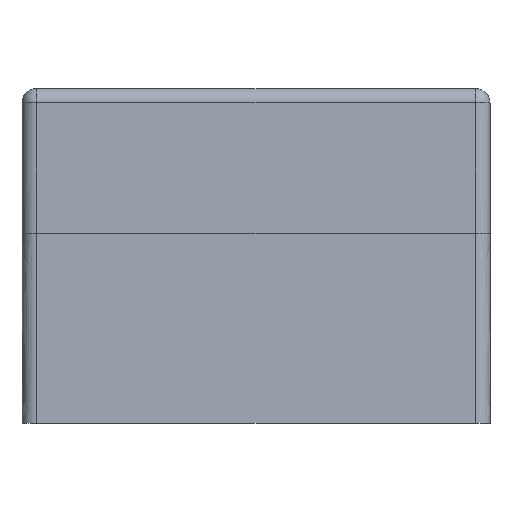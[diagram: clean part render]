
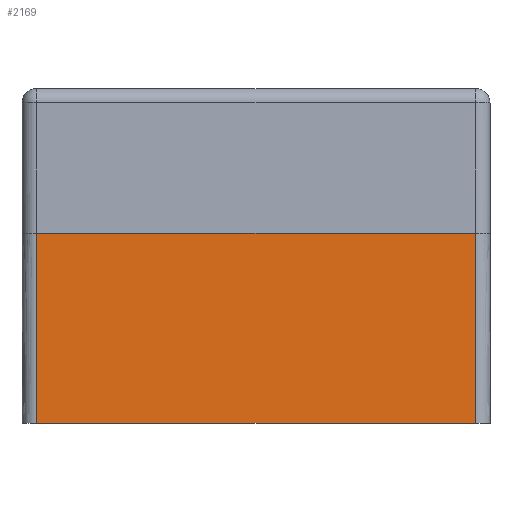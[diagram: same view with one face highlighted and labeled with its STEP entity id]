
A CAD part, front view. The second image highlights one B-rep face of the part: STEP entity #2169.
In plain terms, the highlighted face is a extrusion surface.
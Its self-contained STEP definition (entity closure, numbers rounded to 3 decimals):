
#431 = PLANE('',#432);
#432 = AXIS2_PLACEMENT_3D('',#433,#434,#435);
#433 = CARTESIAN_POINT('',(-16.,65.465,-25.4));
#434 = DIRECTION('',(0.,0.999,-0.035));
#435 = DIRECTION('',(1.,0.,0.));
#1043 = PLANE('',#1044);
#1044 = AXIS2_PLACEMENT_3D('',#1045,#1046,#1047);
#1045 = CARTESIAN_POINT('',(0.,69.731,-25.4));
#1046 = DIRECTION('',(0.,0.,-1.));
#1047 = DIRECTION('',(0.,-1.,0.));
#1078 = ( BOUNDED_SURFACE() B_SPLINE_SURFACE(2,4,(
    (#1079,#1080,#1081,#1082,#1083,#1084,#1085,#1086)
    ,(#1087,#1088,#1089,#1090,#1091,#1092,#1093,#1094)
    ,(#1095,#1096,#1097,#1098,#1099,#1100,#1101,#1102
)),.UNSPECIFIED.,.F.,.F.,.F.) B_SPLINE_SURFACE_WITH_KNOTS((3,3),(5,3,5),
  (0.,13.008),(9.906,22.914,24.036),
.UNSPECIFIED.) GEOMETRIC_REPRESENTATION_ITEM() RATIONAL_B_SPLINE_SURFACE
((
    (1.,1.,1.,1.,1.,1.,1.,1.)
    ,(0.707,0.707,0.707,0.707
      ,0.707,0.707,0.707,0.707)
,(1.,1.,1.,1.,1.,1.,1.,1.))) REPRESENTATION_ITEM('') SURFACE() );
#1079 = CARTESIAN_POINT('',(15.,65.919,-12.4));
#1080 = CARTESIAN_POINT('',(15.,65.806,-15.65));
#1081 = CARTESIAN_POINT('',(15.,65.692,-18.9));
#1082 = CARTESIAN_POINT('',(15.,65.579,-22.15));
#1083 = CARTESIAN_POINT('',(15.,65.455,-25.68));
#1084 = CARTESIAN_POINT('',(15.,65.445,-25.961));
#1085 = CARTESIAN_POINT('',(15.,65.436,-26.241));
#1086 = CARTESIAN_POINT('',(15.,65.426,-26.521));
#1087 = CARTESIAN_POINT('',(16.,65.919,-12.4));
#1088 = CARTESIAN_POINT('',(16.,65.806,-15.65));
#1089 = CARTESIAN_POINT('',(16.,65.692,-18.9));
#1090 = CARTESIAN_POINT('',(16.,65.579,-22.15));
#1091 = CARTESIAN_POINT('',(16.,65.455,-25.68));
#1092 = CARTESIAN_POINT('',(16.,65.445,-25.961));
#1093 = CARTESIAN_POINT('',(16.,65.436,-26.241));
#1094 = CARTESIAN_POINT('',(16.,65.426,-26.521));
#1095 = CARTESIAN_POINT('',(16.,66.919,-12.435));
#1096 = CARTESIAN_POINT('',(16.,66.805,-15.685));
#1097 = CARTESIAN_POINT('',(16.,66.691,-18.935));
#1098 = CARTESIAN_POINT('',(16.,66.578,-22.185));
#1099 = CARTESIAN_POINT('',(16.,66.455,-25.715));
#1100 = CARTESIAN_POINT('',(16.,66.445,-25.996));
#1101 = CARTESIAN_POINT('',(16.,66.435,-26.276));
#1102 = CARTESIAN_POINT('',(16.,66.425,-26.556));
#1265 = EDGE_CURVE('',#1266,#1268,#1270,.T.);
#1266 = VERTEX_POINT('',#1267);
#1267 = CARTESIAN_POINT('',(-15.,65.919,-12.4));
#1268 = VERTEX_POINT('',#1269);
#1269 = CARTESIAN_POINT('',(15.,65.919,-12.4));
#1270 = SURFACE_CURVE('',#1271,(#1275,#1282),.PCURVE_S1.);
#1271 = LINE('',#1272,#1273);
#1272 = CARTESIAN_POINT('',(-8.,65.919,-12.4));
#1273 = VECTOR('',#1274,1.);
#1274 = DIRECTION('',(1.,0.,0.));
#1275 = PCURVE('',#431,#1276);
#1276 = DEFINITIONAL_REPRESENTATION('',(#1277),#1281);
#1277 = LINE('',#1278,#1279);
#1278 = CARTESIAN_POINT('',(8.,-13.008));
#1279 = VECTOR('',#1280,1.);
#1280 = DIRECTION('',(1.,0.));
#1281 = ( GEOMETRIC_REPRESENTATION_CONTEXT(2) 
PARAMETRIC_REPRESENTATION_CONTEXT() REPRESENTATION_CONTEXT('2D SPACE',''
  ) );
#1282 = PCURVE('',#1283,#1289);
#1283 = SURFACE_OF_LINEAR_EXTRUSION('',#1284,#1287);
#1284 = B_SPLINE_CURVE_WITH_KNOTS('',1,(#1285,#1286),.UNSPECIFIED.,.F.,
  .F.,(2,2),(0.,1.),.PIECEWISE_BEZIER_KNOTS.);
#1285 = CARTESIAN_POINT('',(16.,66.265,-2.5));
#1286 = CARTESIAN_POINT('',(16.,65.465,-25.4));
#1287 = VECTOR('',#1288,1.);
#1288 = DIRECTION('',(1.,0.,0.));
#1289 = DEFINITIONAL_REPRESENTATION('',(#1290),#1294);
#1290 = LINE('',#1291,#1292);
#1291 = CARTESIAN_POINT('',(0.432,-24.));
#1292 = VECTOR('',#1293,1.);
#1293 = DIRECTION('',(-0.,1.));
#1294 = ( GEOMETRIC_REPRESENTATION_CONTEXT(2) 
PARAMETRIC_REPRESENTATION_CONTEXT() REPRESENTATION_CONTEXT('2D SPACE',''
  ) );
#1464 = ( BOUNDED_SURFACE() B_SPLINE_SURFACE(2,4,(
    (#1465,#1466,#1467,#1468,#1469,#1470,#1471,#1472)
    ,(#1473,#1474,#1475,#1476,#1477,#1478,#1479,#1480)
    ,(#1481,#1482,#1483,#1484,#1485,#1486,#1487,#1488
)),.UNSPECIFIED.,.F.,.F.,.F.) B_SPLINE_SURFACE_WITH_KNOTS((3,3),(5,3,5),
  (0.,13.008),(9.906,22.914,24.036),
.UNSPECIFIED.) GEOMETRIC_REPRESENTATION_ITEM() RATIONAL_B_SPLINE_SURFACE
((
    (1.,1.,1.,1.,1.,1.,1.,1.)
    ,(0.707,0.707,0.707,0.707
      ,0.707,0.707,0.707,0.707)
,(1.,1.,1.,1.,1.,1.,1.,1.))) REPRESENTATION_ITEM('') SURFACE() );
#1465 = CARTESIAN_POINT('',(-15.,65.919,-12.4));
#1466 = CARTESIAN_POINT('',(-15.,65.806,-15.65));
#1467 = CARTESIAN_POINT('',(-15.,65.692,-18.9));
#1468 = CARTESIAN_POINT('',(-15.,65.579,-22.15));
#1469 = CARTESIAN_POINT('',(-15.,65.455,-25.68));
#1470 = CARTESIAN_POINT('',(-15.,65.445,-25.961));
#1471 = CARTESIAN_POINT('',(-15.,65.436,-26.241));
#1472 = CARTESIAN_POINT('',(-15.,65.426,-26.521));
#1473 = CARTESIAN_POINT('',(-16.,65.919,-12.4));
#1474 = CARTESIAN_POINT('',(-16.,65.806,-15.65));
#1475 = CARTESIAN_POINT('',(-16.,65.692,-18.9));
#1476 = CARTESIAN_POINT('',(-16.,65.579,-22.15));
#1477 = CARTESIAN_POINT('',(-16.,65.455,-25.68));
#1478 = CARTESIAN_POINT('',(-16.,65.445,-25.961));
#1479 = CARTESIAN_POINT('',(-16.,65.436,-26.241));
#1480 = CARTESIAN_POINT('',(-16.,65.426,-26.521));
#1481 = CARTESIAN_POINT('',(-16.,66.919,-12.435));
#1482 = CARTESIAN_POINT('',(-16.,66.805,-15.685));
#1483 = CARTESIAN_POINT('',(-16.,66.691,-18.935));
#1484 = CARTESIAN_POINT('',(-16.,66.578,-22.185));
#1485 = CARTESIAN_POINT('',(-16.,66.455,-25.715));
#1486 = CARTESIAN_POINT('',(-16.,66.445,-25.996));
#1487 = CARTESIAN_POINT('',(-16.,66.435,-26.276));
#1488 = CARTESIAN_POINT('',(-16.,66.425,-26.556));
#1830 = EDGE_CURVE('',#1831,#1833,#1835,.T.);
#1831 = VERTEX_POINT('',#1832);
#1832 = CARTESIAN_POINT('',(-15.,65.465,-25.4));
#1833 = VERTEX_POINT('',#1834);
#1834 = CARTESIAN_POINT('',(15.,65.465,-25.4));
#1835 = SURFACE_CURVE('',#1836,(#1840,#1847),.PCURVE_S1.);
#1836 = LINE('',#1837,#1838);
#1837 = CARTESIAN_POINT('',(-16.,65.465,-25.4));
#1838 = VECTOR('',#1839,1.);
#1839 = DIRECTION('',(1.,0.,0.));
#1840 = PCURVE('',#1043,#1841);
#1841 = DEFINITIONAL_REPRESENTATION('',(#1842),#1846);
#1842 = LINE('',#1843,#1844);
#1843 = CARTESIAN_POINT('',(4.266,16.));
#1844 = VECTOR('',#1845,1.);
#1845 = DIRECTION('',(0.,-1.));
#1846 = ( GEOMETRIC_REPRESENTATION_CONTEXT(2) 
PARAMETRIC_REPRESENTATION_CONTEXT() REPRESENTATION_CONTEXT('2D SPACE',''
  ) );
#1847 = PCURVE('',#1283,#1848);
#1848 = DEFINITIONAL_REPRESENTATION('',(#1849),#1853);
#1849 = LINE('',#1850,#1851);
#1850 = CARTESIAN_POINT('',(1.,-32.));
#1851 = VECTOR('',#1852,1.);
#1852 = DIRECTION('',(-0.,1.));
#1853 = ( GEOMETRIC_REPRESENTATION_CONTEXT(2) 
PARAMETRIC_REPRESENTATION_CONTEXT() REPRESENTATION_CONTEXT('2D SPACE',''
  ) );
#2116 = EDGE_CURVE('',#1268,#1833,#2117,.T.);
#2117 = SURFACE_CURVE('',#2118,(#2127,#2134),.PCURVE_S1.);
#2118 = B_SPLINE_CURVE_WITH_KNOTS('',4,(#2119,#2120,#2121,#2122,#2123,
    #2124,#2125,#2126),.UNSPECIFIED.,.F.,.F.,(5,3,5),(9.906,
    22.914,24.036),.UNSPECIFIED.);
#2119 = CARTESIAN_POINT('',(15.,65.919,-12.4));
#2120 = CARTESIAN_POINT('',(15.,65.806,-15.65));
#2121 = CARTESIAN_POINT('',(15.,65.692,-18.9));
#2122 = CARTESIAN_POINT('',(15.,65.579,-22.15));
#2123 = CARTESIAN_POINT('',(15.,65.455,-25.68));
#2124 = CARTESIAN_POINT('',(15.,65.445,-25.961));
#2125 = CARTESIAN_POINT('',(15.,65.436,-26.241));
#2126 = CARTESIAN_POINT('',(15.,65.426,-26.521));
#2127 = PCURVE('',#1078,#2128);
#2128 = DEFINITIONAL_REPRESENTATION('',(#2129),#2133);
#2129 = LINE('',#2130,#2131);
#2130 = CARTESIAN_POINT('',(0.,0.));
#2131 = VECTOR('',#2132,1.);
#2132 = DIRECTION('',(0.,1.));
#2133 = ( GEOMETRIC_REPRESENTATION_CONTEXT(2) 
PARAMETRIC_REPRESENTATION_CONTEXT() REPRESENTATION_CONTEXT('2D SPACE',''
  ) );
#2134 = PCURVE('',#1283,#2135);
#2135 = DEFINITIONAL_REPRESENTATION('',(#2136),#2142);
#2136 = B_SPLINE_CURVE_WITH_KNOTS('',4,(#2137,#2138,#2139,#2140,#2141),
  .UNSPECIFIED.,.F.,.F.,(5,5),(9.906,22.914),
  .PIECEWISE_BEZIER_KNOTS.);
#2137 = CARTESIAN_POINT('',(0.432,-1.));
#2138 = CARTESIAN_POINT('',(0.574,-1.));
#2139 = CARTESIAN_POINT('',(0.716,-1.));
#2140 = CARTESIAN_POINT('',(0.858,-1.));
#2141 = CARTESIAN_POINT('',(1.,-1.));
#2142 = ( GEOMETRIC_REPRESENTATION_CONTEXT(2) 
PARAMETRIC_REPRESENTATION_CONTEXT() REPRESENTATION_CONTEXT('2D SPACE',''
  ) );
#2169 = ADVANCED_FACE('',(#2170),#1283,.T.);
#2170 = FACE_BOUND('',#2171,.T.);
#2171 = EDGE_LOOP('',(#2172,#2173,#2201,#2202));
#2172 = ORIENTED_EDGE('',*,*,#1265,.F.);
#2173 = ORIENTED_EDGE('',*,*,#2174,.T.);
#2174 = EDGE_CURVE('',#1266,#1831,#2175,.T.);
#2175 = SURFACE_CURVE('',#2176,(#2185,#2194),.PCURVE_S1.);
#2176 = B_SPLINE_CURVE_WITH_KNOTS('',4,(#2177,#2178,#2179,#2180,#2181,
    #2182,#2183,#2184),.UNSPECIFIED.,.F.,.F.,(5,3,5),(9.906,
    22.914,24.036),.UNSPECIFIED.);
#2177 = CARTESIAN_POINT('',(-15.,65.919,-12.4));
#2178 = CARTESIAN_POINT('',(-15.,65.806,-15.65));
#2179 = CARTESIAN_POINT('',(-15.,65.692,-18.9));
#2180 = CARTESIAN_POINT('',(-15.,65.579,-22.15));
#2181 = CARTESIAN_POINT('',(-15.,65.455,-25.68));
#2182 = CARTESIAN_POINT('',(-15.,65.445,-25.961));
#2183 = CARTESIAN_POINT('',(-15.,65.436,-26.241));
#2184 = CARTESIAN_POINT('',(-15.,65.426,-26.521));
#2185 = PCURVE('',#1283,#2186);
#2186 = DEFINITIONAL_REPRESENTATION('',(#2187),#2193);
#2187 = B_SPLINE_CURVE_WITH_KNOTS('',4,(#2188,#2189,#2190,#2191,#2192),
  .UNSPECIFIED.,.F.,.F.,(5,5),(9.906,22.914),
  .PIECEWISE_BEZIER_KNOTS.);
#2188 = CARTESIAN_POINT('',(0.432,-31.));
#2189 = CARTESIAN_POINT('',(0.574,-31.));
#2190 = CARTESIAN_POINT('',(0.716,-31.));
#2191 = CARTESIAN_POINT('',(0.858,-31.));
#2192 = CARTESIAN_POINT('',(1.,-31.));
#2193 = ( GEOMETRIC_REPRESENTATION_CONTEXT(2) 
PARAMETRIC_REPRESENTATION_CONTEXT() REPRESENTATION_CONTEXT('2D SPACE',''
  ) );
#2194 = PCURVE('',#1464,#2195);
#2195 = DEFINITIONAL_REPRESENTATION('',(#2196),#2200);
#2196 = LINE('',#2197,#2198);
#2197 = CARTESIAN_POINT('',(0.,0.));
#2198 = VECTOR('',#2199,1.);
#2199 = DIRECTION('',(0.,1.));
#2200 = ( GEOMETRIC_REPRESENTATION_CONTEXT(2) 
PARAMETRIC_REPRESENTATION_CONTEXT() REPRESENTATION_CONTEXT('2D SPACE',''
  ) );
#2201 = ORIENTED_EDGE('',*,*,#1830,.T.);
#2202 = ORIENTED_EDGE('',*,*,#2116,.F.);
